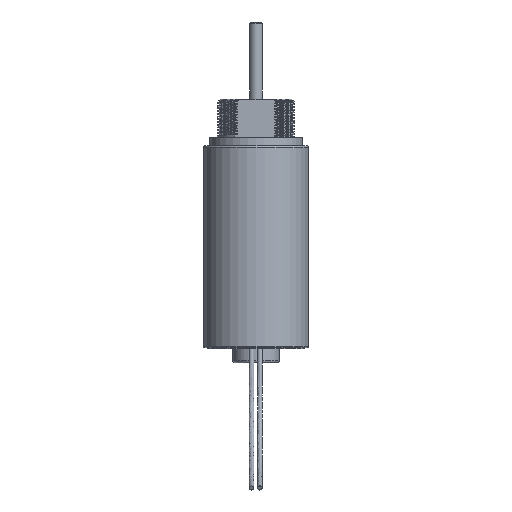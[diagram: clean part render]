
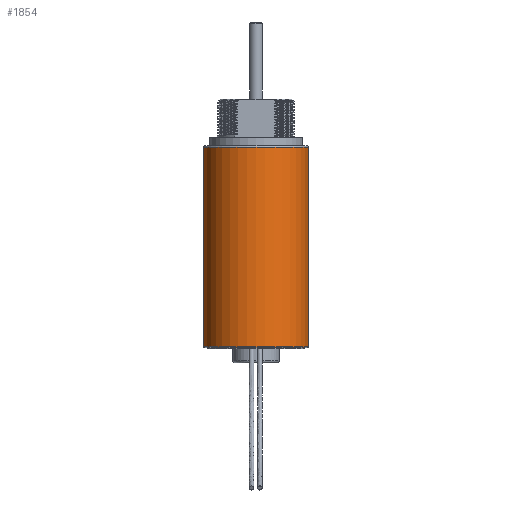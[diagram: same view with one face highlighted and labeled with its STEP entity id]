
A CAD part, left-side view. The second image highlights one B-rep face of the part: STEP entity #1854.
In plain terms, the highlighted cylindrical face has radius 12.955 mm (diameter 25.91 mm), a full revolution.
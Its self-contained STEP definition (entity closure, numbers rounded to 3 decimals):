
#279=CYLINDRICAL_SURFACE('',#1917,12.955);
#533=ORIENTED_EDGE('',*,*,#867,.T.);
#534=ORIENTED_EDGE('',*,*,#868,.T.);
#867=EDGE_CURVE('',#1011,#1011,#1033,.F.);
#868=EDGE_CURVE('',#1012,#1012,#1034,.T.);
#1011=VERTEX_POINT('',#25231);
#1012=VERTEX_POINT('',#25233);
#1033=CIRCLE('',#1918,12.955);
#1034=CIRCLE('',#1919,12.955);
#1108=EDGE_LOOP('',(#533));
#1109=EDGE_LOOP('',(#534));
#1204=FACE_BOUND('',#1108,.T.);
#1205=FACE_BOUND('',#1109,.T.);
#1854=ADVANCED_FACE('',(#1204,#1205),#279,.T.);
#1917=AXIS2_PLACEMENT_3D('',#25229,#2080,#2081);
#1918=AXIS2_PLACEMENT_3D('',#25230,#2082,#2083);
#1919=AXIS2_PLACEMENT_3D('',#25232,#2084,#2085);
#2080=DIRECTION('',(0.,0.,1.));
#2081=DIRECTION('',(1.,0.,0.));
#2082=DIRECTION('',(0.,0.,1.));
#2083=DIRECTION('',(1.,0.,0.));
#2084=DIRECTION('',(0.,0.,1.));
#2085=DIRECTION('',(1.,0.,0.));
#25229=CARTESIAN_POINT('',(0.,0.,-5.207));
#25230=CARTESIAN_POINT('',(0.,0.,49.695));
#25231=CARTESIAN_POINT('',(12.955,0.,49.695));
#25232=CARTESIAN_POINT('',(0.,0.,0.434));
#25233=CARTESIAN_POINT('',(12.955,0.,0.434));
